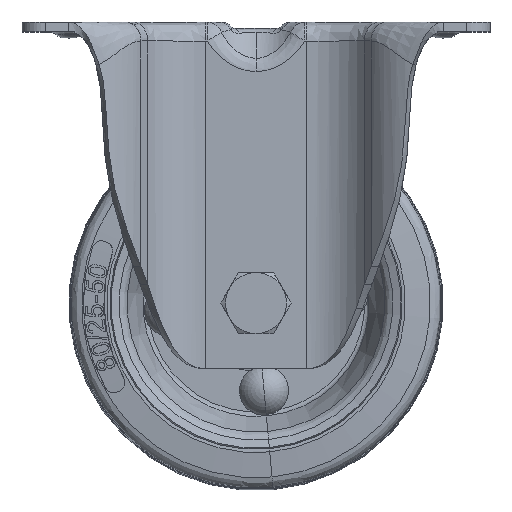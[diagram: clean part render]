
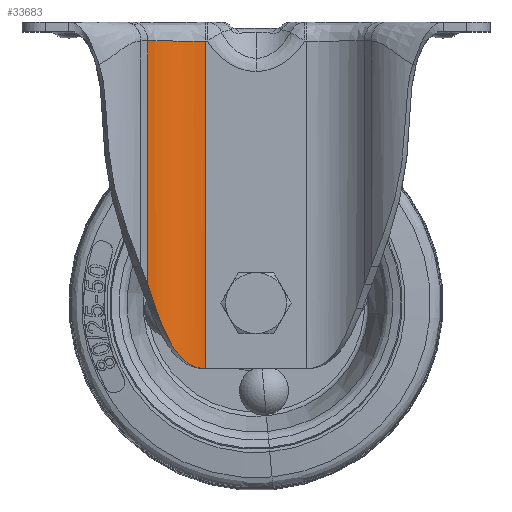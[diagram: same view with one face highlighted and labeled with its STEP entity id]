
A CAD part, top view. The second image highlights one B-rep face of the part: STEP entity #33683.
In plain terms, the highlighted cylindrical face has radius 15 mm (diameter 30 mm), a partial arc.
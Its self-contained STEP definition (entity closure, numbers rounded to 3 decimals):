
#94 = EDGE_CURVE ( 'NONE', #29402, #23343, #23810, .T. ) ;
#529 = CARTESIAN_POINT ( 'NONE',  ( -15.655, -72.028, 23.779 ) ) ;
#623 = CYLINDRICAL_SURFACE ( 'NONE', #18000, 15. ) ;
#1679 = CARTESIAN_POINT ( 'NONE',  ( -21.403, -61.09, 27.346 ) ) ;
#2921 = CARTESIAN_POINT ( 'NONE',  ( -21.403, -61.09, 27.346 ) ) ;
#3434 = CARTESIAN_POINT ( 'NONE',  ( -18.681, -67.856, 25.181 ) ) ;
#3873 = ORIENTED_EDGE ( 'NONE', *, *, #25138, .F. ) ;
#4172 = CIRCLE ( 'NONE', #33738, 15. ) ;
#4506 = DIRECTION ( 'NONE',  ( 0., -1., 0. ) ) ;
#4952 = EDGE_CURVE ( 'NONE', #17039, #29402, #28112, .T. ) ;
#5090 = CARTESIAN_POINT ( 'NONE',  ( -21.964, -59.374, 27.923 ) ) ;
#5304 = ORIENTED_EDGE ( 'NONE', *, *, #94, .F. ) ;
#5632 = CARTESIAN_POINT ( 'NONE',  ( -20.43, -63.84, 26.441 ) ) ;
#5801 = CARTESIAN_POINT ( 'NONE',  ( -16.172, -71.497, 23.969 ) ) ;
#5973 = CARTESIAN_POINT ( 'NONE',  ( -12.736, -73.729, 23.119 ) ) ;
#8192 = CARTESIAN_POINT ( 'NONE',  ( -16.879, -70.636, 24.266 ) ) ;
#8355 = CARTESIAN_POINT ( 'NONE',  ( -14.771, -72.722, 23.52 ) ) ;
#9751 = CARTESIAN_POINT ( 'NONE',  ( -10.844, -4., 38. ) ) ;
#10412 = CARTESIAN_POINT ( 'NONE',  ( -17.727, -69.423, 24.671 ) ) ;
#10479 = VECTOR ( 'NONE', #10730, 1000. ) ;
#10729 = CARTESIAN_POINT ( 'NONE',  ( -12.366, -73.828, 23.076 ) ) ;
#10730 = DIRECTION ( 'NONE',  ( 0., 1., 0. ) ) ;
#10893 = CARTESIAN_POINT ( 'NONE',  ( -19.305, -66.536, 25.594 ) ) ;
#10987 = DIRECTION ( 'NONE',  ( 0., 1., 0. ) ) ;
#11368 = VECTOR ( 'NONE', #11943, 1000. ) ;
#11453 = CARTESIAN_POINT ( 'NONE',  ( -23.131, -4., 29.396 ) ) ;
#11943 = DIRECTION ( 'NONE',  ( 0., -1., 0. ) ) ;
#12954 = EDGE_LOOP ( 'NONE', ( #20642, #5304, #16247, #3873, #18504 ) ) ;
#13138 = CARTESIAN_POINT ( 'NONE',  ( -12.179, -73.87, 23.058 ) ) ;
#13300 = CARTESIAN_POINT ( 'NONE',  ( -13.802, -73.313, 23.291 ) ) ;
#14886 = DIRECTION ( 'NONE',  ( -1., 0., 0. ) ) ;
#15765 = EDGE_CURVE ( 'NONE', #23343, #25284, #4172, .T. ) ;
#15951 = B_SPLINE_CURVE_WITH_KNOTS ( 'NONE', 3,
 ( #21196, #23975, #21543, #13138, #10729, #5973, #23636, #16393, #13300, #29158, #8355, #529, #5801, #8192, #16051, #26893, #10412, #3434, #10893, #5632, #16227, #2921 ),
 .UNSPECIFIED., .F., .F.,
 ( 4, 2, 2, 2, 2, 2, 2, 2, 2, 2, 4 ),
 ( 0., 0.001, 0.002, 0.002, 0.003, 0.005, 0.007, 0.008, 0.009, 0.014, 0.018 ),
 .UNSPECIFIED. ) ;
#16051 = CARTESIAN_POINT ( 'NONE',  ( -17.104, -70.338, 24.367 ) ) ;
#16227 = CARTESIAN_POINT ( 'NONE',  ( -20.928, -62.462, 26.876 ) ) ;
#16228 = CARTESIAN_POINT ( 'NONE',  ( -23.131, 0., 29.396 ) ) ;
#16247 = ORIENTED_EDGE ( 'NONE', *, *, #4952, .F. ) ;
#16393 = CARTESIAN_POINT ( 'NONE',  ( -13.46, -73.474, 23.225 ) ) ;
#17039 = VERTEX_POINT ( 'NONE', #1679 ) ;
#17709 = CARTESIAN_POINT ( 'NONE',  ( -22.836, -56.88, 28.975 ) ) ;
#18000 = AXIS2_PLACEMENT_3D ( 'NONE', #27166, #10987, #21460 ) ;
#18504 = ORIENTED_EDGE ( 'NONE', *, *, #33246, .F. ) ;
#19324 = LINE ( 'NONE', #32449, #11368 ) ;
#20609 = VERTEX_POINT ( 'NONE', #30340 ) ;
#20642 = ORIENTED_EDGE ( 'NONE', *, *, #15765, .F. ) ;
#20664 = CARTESIAN_POINT ( 'NONE',  ( -21.403, -61.09, 27.346 ) ) ;
#20989 = CARTESIAN_POINT ( 'NONE',  ( -23.131, -56.084, 29.396 ) ) ;
#21196 = CARTESIAN_POINT ( 'NONE',  ( -10.843, -74., 23. ) ) ;
#21460 = DIRECTION ( 'NONE',  ( -1., 0., 0. ) ) ;
#21543 = CARTESIAN_POINT ( 'NONE',  ( -11.615, -73.968, 23.015 ) ) ;
#23343 = VERTEX_POINT ( 'NONE', #11453 ) ;
#23584 = CARTESIAN_POINT ( 'NONE',  ( -22.542, -57.701, 28.601 ) ) ;
#23636 = CARTESIAN_POINT ( 'NONE',  ( -12.92, -73.671, 23.143 ) ) ;
#23810 = LINE ( 'NONE', #16228, #10479 ) ;
#23975 = CARTESIAN_POINT ( 'NONE',  ( -11.232, -74., 23. ) ) ;
#24995 = CARTESIAN_POINT ( 'NONE',  ( -10.844, -4., 23. ) ) ;
#25138 = EDGE_CURVE ( 'NONE', #20609, #17039, #15951, .T. ) ;
#25284 = VERTEX_POINT ( 'NONE', #24995 ) ;
#26816 = FACE_OUTER_BOUND ( 'NONE', #12954, .T. ) ;
#26893 = CARTESIAN_POINT ( 'NONE',  ( -17.527, -69.731, 24.569 ) ) ;
#27166 = CARTESIAN_POINT ( 'NONE',  ( -10.844, 0., 38. ) ) ;
#28112 = B_SPLINE_CURVE_WITH_KNOTS ( 'NONE', 3,
 ( #20664, #30840, #5090, #23584, #17709, #20989 ),
 .UNSPECIFIED., .F., .F.,
 ( 4, 2, 4 ),
 ( 0., 0.003, 0.006 ),
 .UNSPECIFIED. ) ;
#29158 = CARTESIAN_POINT ( 'NONE',  ( -14.457, -72.937, 23.438 ) ) ;
#29402 = VERTEX_POINT ( 'NONE', #30001 ) ;
#30001 = CARTESIAN_POINT ( 'NONE',  ( -23.131, -56.084, 29.396 ) ) ;
#30340 = CARTESIAN_POINT ( 'NONE',  ( -10.843, -74., 23. ) ) ;
#30840 = CARTESIAN_POINT ( 'NONE',  ( -21.678, -60.225, 27.619 ) ) ;
#32449 = CARTESIAN_POINT ( 'NONE',  ( -10.844, 0., 23. ) ) ;
#33246 = EDGE_CURVE ( 'NONE', #25284, #20609, #19324, .T. ) ;
#33683 = ADVANCED_FACE ( 'NONE', ( #26816 ), #623, .F. ) ;
#33738 = AXIS2_PLACEMENT_3D ( 'NONE', #9751, #4506, #14886 ) ;
